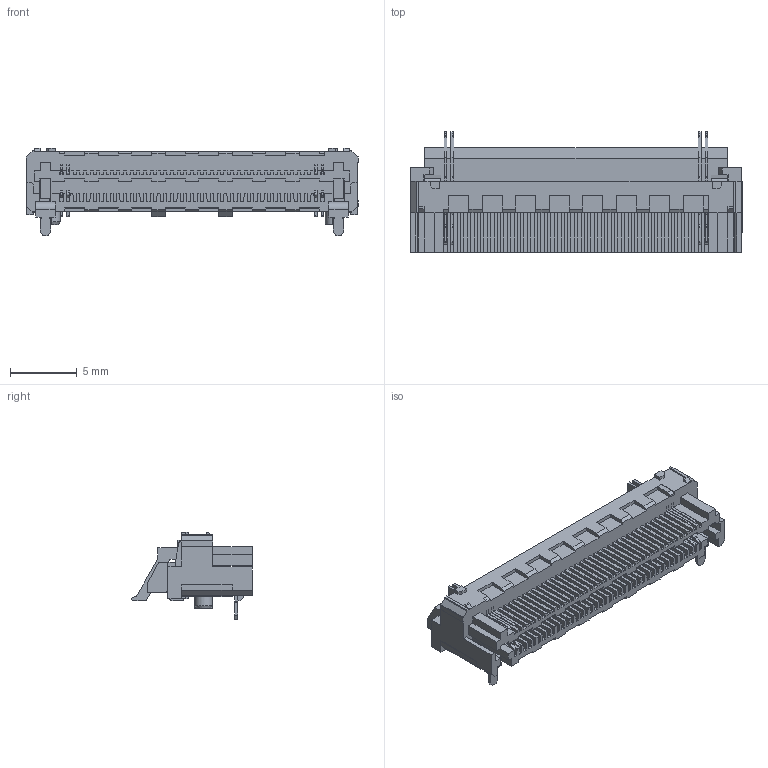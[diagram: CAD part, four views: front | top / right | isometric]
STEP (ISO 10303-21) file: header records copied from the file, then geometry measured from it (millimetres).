
FILE_DESCRIPTION((''),'2;1');
FILE_NAME('SAMTEC_LSHM-140-01-L-DH-A-N.stp','2014-05-19T16:25:00',(''),(''),'Mechanical Desktop 2011','Mechanical Desktop 2011',', , ');
FILE_SCHEMA(('AUTOMOTIVE_DESIGN { 1 2 10303 214 1 1 1 1 }'));
Length unit declared in the file: millimetre
Products named in the file (1): Product
Bounding box: 24.8 x 9 x 6.53 mm (x, y, z)
Volume: 454.4 mm3; surface area: 1298 mm2
Topology: 28 solids, 28 shells, 974 faces, 2731 edges, 1805 vertices
Faces by surface type: plane 849, cylinder 87, bspline 36, cone 2
Entity records: 30875 total; most frequent: CARTESIAN_POINT 5647, ORIENTED_EDGE 5462, DIRECTION 4789, EDGE_CURVE 2731, VECTOR 2551, LINE 2551, VERTEX_POINT 1805, AXIS2_PLACEMENT_3D 1119
